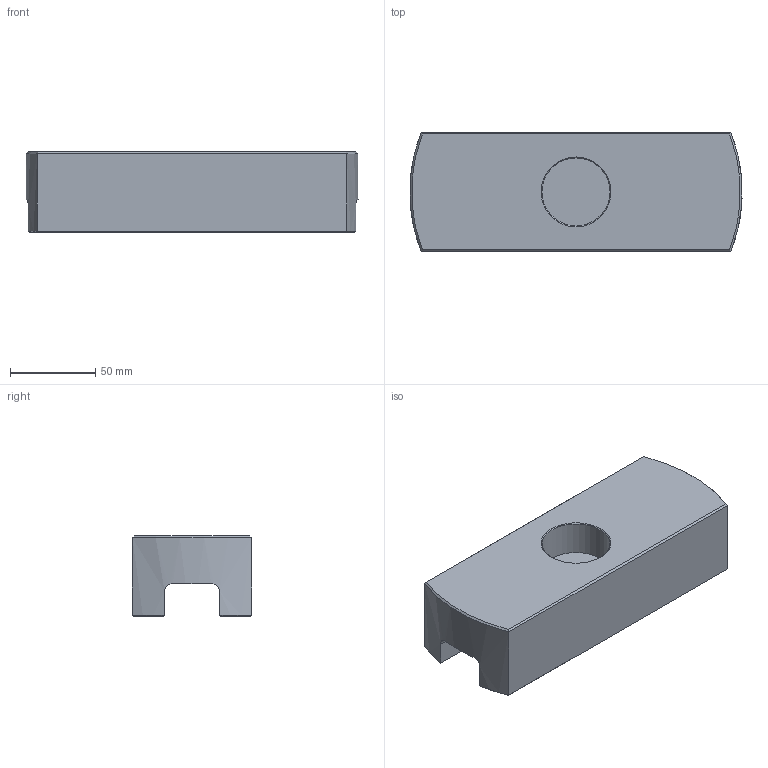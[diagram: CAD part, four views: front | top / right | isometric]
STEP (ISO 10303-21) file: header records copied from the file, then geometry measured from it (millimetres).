
FILE_DESCRIPTION(/* description */ (''),/* implementation_level */ '2;1');
FILE_NAME(/* name */ 'A731S010.stp',/* time_stamp */ '2017-11-06T13:18:29+06:00',/* author */ (''),/* organization */ (''),/* preprocessor_version */ 'ST-DEVELOPER v16',/* originating_system */ 'SIEMENS PLM Software NX 11.0',/* authorisation */ '');
FILE_SCHEMA (('AUTOMOTIVE_DESIGN { 1 0 10303 214 3 1 1 1 }'));
Length unit declared in the file: millimetre
Products named in the file (1): A731S010_ASM
Bounding box: 194.85 x 70 x 47 mm (x, y, z)
Volume: 482227.8 mm3; surface area: 57838.1 mm2
Topology: 1 solids, 1 shells, 27 faces, 68 edges, 44 vertices
Faces by surface type: plane 15, cone 7, cylinder 5
Full cylindrical faces by diameter (mm): 40 x1
Entity records: 904 total; most frequent: CARTESIAN_POINT 228, ORIENTED_EDGE 130, DIRECTION 126, EDGE_CURVE 65, AXIS2_PLACEMENT_3D 49, VERTEX_POINT 43, EDGE_LOOP 30, LINE 28
